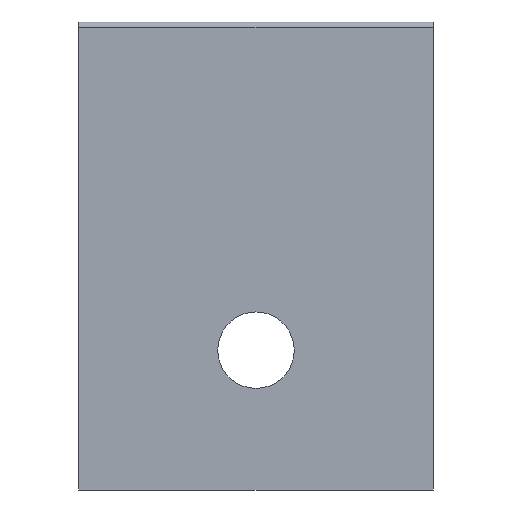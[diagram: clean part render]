
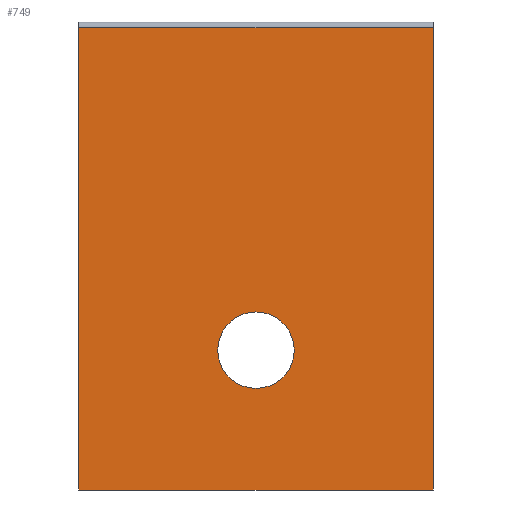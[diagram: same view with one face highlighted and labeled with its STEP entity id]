
A CAD part, front view. The second image highlights one B-rep face of the part: STEP entity #749.
In plain terms, the highlighted planar face has unit normal (0, -1, 0).
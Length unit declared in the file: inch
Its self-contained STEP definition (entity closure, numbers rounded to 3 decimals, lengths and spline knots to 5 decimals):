
#56=FACE_BOUND('',#169,.T.);
#71=PLANE('',#874);
#115=FACE_OUTER_BOUND('',#168,.T.);
#168=EDGE_LOOP('',(#637,#638,#639,#640));
#169=EDGE_LOOP('',(#641));
#216=LINE('',#1394,#269);
#217=LINE('',#1398,#270);
#223=LINE('',#1413,#276);
#224=LINE('',#1416,#277);
#269=VECTOR('',#1014,0.3937);
#270=VECTOR('',#1019,0.3937);
#276=VECTOR('',#1037,0.3937);
#277=VECTOR('',#1042,0.3937);
#295=CIRCLE('',#821,0.205);
#332=VERTEX_POINT('',#1131);
#373=VERTEX_POINT('',#1391);
#374=VERTEX_POINT('',#1393);
#375=VERTEX_POINT('',#1397);
#378=VERTEX_POINT('',#1411);
#403=EDGE_CURVE('',#332,#332,#295,.T.);
#457=EDGE_CURVE('',#373,#374,#216,.T.);
#459=EDGE_CURVE('',#374,#375,#217,.T.);
#469=EDGE_CURVE('',#378,#373,#223,.T.);
#470=EDGE_CURVE('',#375,#378,#224,.T.);
#637=ORIENTED_EDGE('',*,*,#457,.F.);
#638=ORIENTED_EDGE('',*,*,#469,.F.);
#639=ORIENTED_EDGE('',*,*,#470,.F.);
#640=ORIENTED_EDGE('',*,*,#459,.F.);
#641=ORIENTED_EDGE('',*,*,#403,.T.);
#749=ADVANCED_FACE('',(#115,#56),#71,.T.);
#821=AXIS2_PLACEMENT_3D('',#1133,#912,#913);
#874=AXIS2_PLACEMENT_3D('',#1423,#1055,#1056);
#912=DIRECTION('center_axis',(0.,1.,0.));
#913=DIRECTION('ref_axis',(1.,0.,0.));
#1014=DIRECTION('',(1.,0.,0.));
#1019=DIRECTION('',(0.,0.,-1.));
#1037=DIRECTION('',(0.,0.,1.));
#1042=DIRECTION('',(-1.,0.,0.));
#1055=DIRECTION('center_axis',(0.,-1.,0.));
#1056=DIRECTION('ref_axis',(0.,0.,-1.));
#1131=CARTESIAN_POINT('',(-1.0675,-0.1875,-1.29));
#1133=CARTESIAN_POINT('Origin',(-0.8625,-0.1875,-1.29));
#1391=CARTESIAN_POINT('',(-1.8125,-0.1875,0.438));
#1393=CARTESIAN_POINT('',(0.0875,-0.1875,0.438));
#1394=CARTESIAN_POINT('',(-0.3875,-0.1875,0.438));
#1397=CARTESIAN_POINT('',(0.0875,-0.1875,-2.04));
#1398=CARTESIAN_POINT('',(0.0875,-0.1875,-0.47));
#1411=CARTESIAN_POINT('',(-1.8125,-0.1875,-2.04));
#1413=CARTESIAN_POINT('',(-1.8125,-0.1875,-0.47));
#1416=CARTESIAN_POINT('',(-1.8125,-0.1875,-2.04));
#1423=CARTESIAN_POINT('Origin',(0.0875,-0.1875,-0.47));
